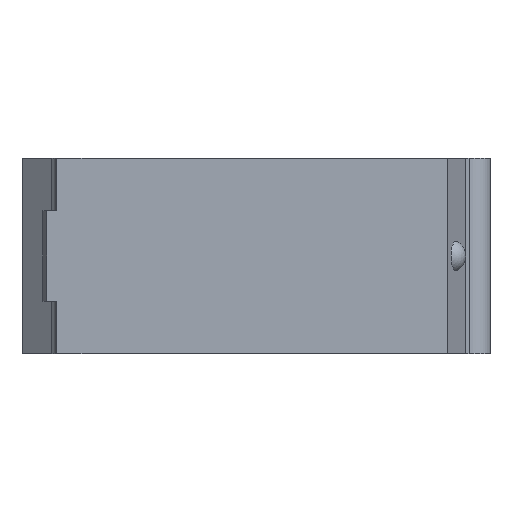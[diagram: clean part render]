
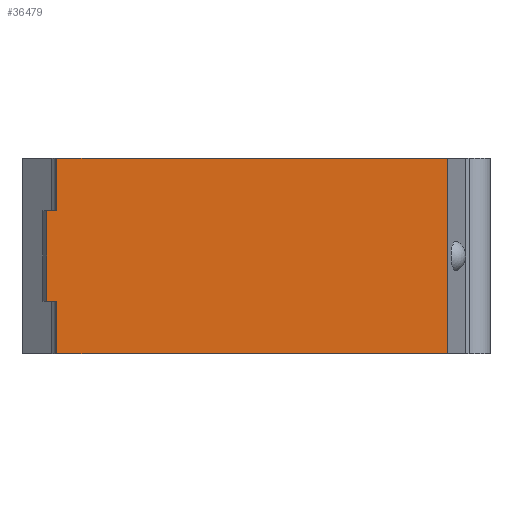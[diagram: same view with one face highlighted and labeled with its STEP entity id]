
A CAD part, front view. The second image highlights one B-rep face of the part: STEP entity #36479.
In plain terms, the highlighted planar face has unit normal (0, -1, 0).
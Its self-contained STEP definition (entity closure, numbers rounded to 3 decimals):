
#152=DIRECTION('',(1.,0.,0.));
#153=VECTOR('',#152,27.9);
#154=CARTESIAN_POINT('',(-14.3,0.,-7.));
#155=LINE('',#154,#153);
#185=DIRECTION('',(0.,0.,1.));
#186=VECTOR('',#185,14.);
#187=CARTESIAN_POINT('',(13.6,0.,-7.));
#188=LINE('',#187,#186);
#240=DIRECTION('',(1.,0.,0.));
#241=VECTOR('',#240,27.9);
#242=CARTESIAN_POINT('',(-14.3,0.,7.));
#243=LINE('',#242,#241);
#391=DIRECTION('',(0.,0.,1.));
#392=VECTOR('',#391,3.75);
#393=CARTESIAN_POINT('',(-14.3,0.,-7.));
#394=LINE('',#393,#392);
#395=DIRECTION('',(0.,0.,1.));
#396=VECTOR('',#395,6.5);
#397=CARTESIAN_POINT('',(-15.032,0.,-3.25));
#398=LINE('',#397,#396);
#399=DIRECTION('',(0.,0.,1.));
#400=VECTOR('',#399,3.75);
#401=CARTESIAN_POINT('',(-14.3,0.,3.25));
#402=LINE('',#401,#400);
#431=DIRECTION('',(1.,0.,0.));
#432=VECTOR('',#431,0.732);
#433=CARTESIAN_POINT('',(-15.032,0.,-3.25));
#434=LINE('',#433,#432);
#435=DIRECTION('',(1.,0.,0.));
#436=VECTOR('',#435,0.732);
#437=CARTESIAN_POINT('',(-15.032,0.,3.25));
#438=LINE('',#437,#436);
#30628=CARTESIAN_POINT('',(13.6,0.,-7.));
#30630=VERTEX_POINT('',#30628);
#30700=CARTESIAN_POINT('',(-14.3,0.,-7.));
#30701=VERTEX_POINT('',#30700);
#30702=CARTESIAN_POINT('',(13.6,0.,7.));
#30704=VERTEX_POINT('',#30702);
#30774=CARTESIAN_POINT('',(-14.3,0.,7.));
#30775=VERTEX_POINT('',#30774);
#30780=CARTESIAN_POINT('',(-15.032,0.,-3.25));
#30781=VERTEX_POINT('',#30780);
#30786=CARTESIAN_POINT('',(-15.032,0.,3.25));
#30787=VERTEX_POINT('',#30786);
#30788=CARTESIAN_POINT('',(-14.3,0.,-3.25));
#30790=VERTEX_POINT('',#30788);
#30792=CARTESIAN_POINT('',(-14.3,0.,3.25));
#30794=VERTEX_POINT('',#30792);
#36459=CARTESIAN_POINT('',(-14.3,0.,-7.));
#36460=DIRECTION('',(0.,-1.,0.));
#36461=DIRECTION('',(1.,0.,0.));
#36462=AXIS2_PLACEMENT_3D('',#36459,#36460,#36461);
#36463=PLANE('',#36462);
#36465=ORIENTED_EDGE('',*,*,#36464,.T.);
#36467=ORIENTED_EDGE('',*,*,#36466,.F.);
#36469=ORIENTED_EDGE('',*,*,#36468,.T.);
#36471=ORIENTED_EDGE('',*,*,#36470,.T.);
#36473=ORIENTED_EDGE('',*,*,#36472,.T.);
#36474=ORIENTED_EDGE('',*,*,#36385,.T.);
#36475=ORIENTED_EDGE('',*,*,#36329,.F.);
#36476=ORIENTED_EDGE('',*,*,#36312,.F.);
#36477=EDGE_LOOP('',(#36465,#36467,#36469,#36471,#36473,#36474,#36475,#36476));
#36478=FACE_OUTER_BOUND('',#36477,.F.);
#36479=ADVANCED_FACE('',(#36478),#36463,.T.);
#36312=EDGE_CURVE('',#30701,#30630,#155,.T.);
#36329=EDGE_CURVE('',#30630,#30704,#188,.T.);
#36385=EDGE_CURVE('',#30775,#30704,#243,.T.);
#36464=EDGE_CURVE('',#30701,#30790,#394,.T.);
#36466=EDGE_CURVE('',#30781,#30790,#434,.T.);
#36468=EDGE_CURVE('',#30781,#30787,#398,.T.);
#36470=EDGE_CURVE('',#30787,#30794,#438,.T.);
#36472=EDGE_CURVE('',#30794,#30775,#402,.T.);
